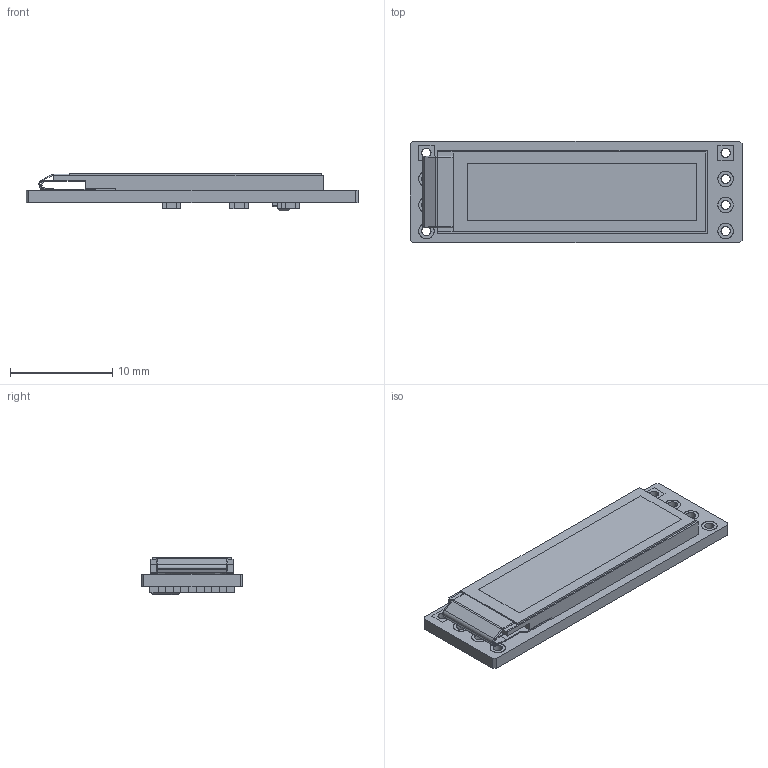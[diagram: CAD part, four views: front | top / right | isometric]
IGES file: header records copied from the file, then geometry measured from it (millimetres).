
Start section: SolidWorks IGES file using analytic representation for surfaces
Global section: file name: TFT Display 0.69_96x16_sp.IGS; native system: SolidWorks 2022; preprocessor: SolidWorks 2022; author: Baco; date: 231113.005649; units: millimetre
Bounding box: 32.4 x 9.9 x 3.7 mm (x, y, z)
Surface area: 1947.7 mm2 (no closed solid volume)
Topology: 0 solids, 0 shells, 1131 faces, 9096 edges, 9096 vertices
Faces by surface type: bspline 1061, revolution 70
